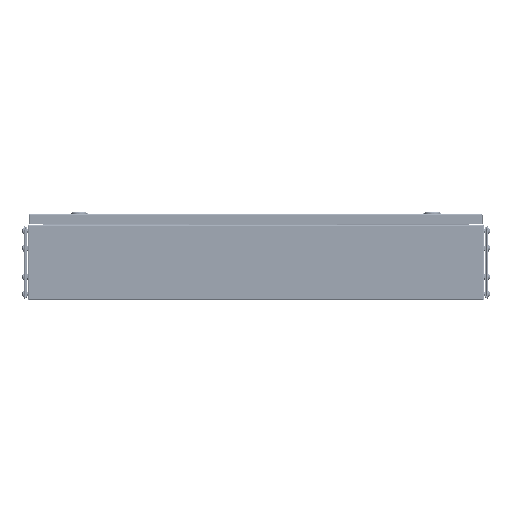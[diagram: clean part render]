
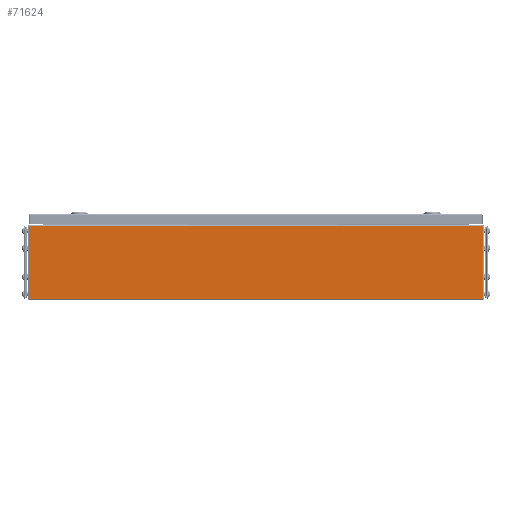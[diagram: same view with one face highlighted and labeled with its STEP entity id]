
A CAD part, left-side view. The second image highlights one B-rep face of the part: STEP entity #71624.
In plain terms, the highlighted planar face has unit normal (-1, 0, 0).
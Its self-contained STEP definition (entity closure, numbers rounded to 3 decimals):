
#156 = LINE ( 'NONE', #28121, #23792 ) ;
#2832 = CARTESIAN_POINT ( 'NONE',  ( -400., 395.5, 127.5 ) ) ;
#3464 = LINE ( 'NONE', #58611, #61856 ) ;
#6221 = DIRECTION ( 'NONE',  ( 0., 0., -1. ) ) ;
#7580 = VERTEX_POINT ( 'NONE', #67374 ) ;
#8295 = EDGE_LOOP ( 'NONE', ( #42224, #47860, #73297, #37806 ) ) ;
#11663 = LINE ( 'NONE', #39666, #46907 ) ;
#13191 = VECTOR ( 'NONE', #39947, 1000. ) ;
#18389 = VERTEX_POINT ( 'NONE', #2832 ) ;
#21584 = AXIS2_PLACEMENT_3D ( 'NONE', #40564, #54110, #6221 ) ;
#23792 = VECTOR ( 'NONE', #75611, 1000. ) ;
#26952 = PLANE ( 'NONE',  #21584 ) ;
#28121 = CARTESIAN_POINT ( 'NONE',  ( -400., -395.5, 0. ) ) ;
#34281 = EDGE_CURVE ( 'NONE', #7580, #18389, #81514, .T. ) ;
#37806 = ORIENTED_EDGE ( 'NONE', *, *, #43168, .T. ) ;
#39226 = DIRECTION ( 'NONE',  ( 0., 0., -1. ) ) ;
#39666 = CARTESIAN_POINT ( 'NONE',  ( -400., 395.5, 0. ) ) ;
#39947 = DIRECTION ( 'NONE',  ( 0., 1., 0. ) ) ;
#40564 = CARTESIAN_POINT ( 'NONE',  ( -400., 0., 0. ) ) ;
#42224 = ORIENTED_EDGE ( 'NONE', *, *, #34281, .T. ) ;
#43168 = EDGE_CURVE ( 'NONE', #71124, #7580, #156, .T. ) ;
#46907 = VECTOR ( 'NONE', #39226, 1000. ) ;
#47860 = ORIENTED_EDGE ( 'NONE', *, *, #59088, .T. ) ;
#54110 = DIRECTION ( 'NONE',  ( 1., 0., 0. ) ) ;
#55308 = CARTESIAN_POINT ( 'NONE',  ( -400., -395.5, 127.5 ) ) ;
#58611 = CARTESIAN_POINT ( 'NONE',  ( -400., 395.5, 1. ) ) ;
#59088 = EDGE_CURVE ( 'NONE', #18389, #59653, #11663, .T. ) ;
#59653 = VERTEX_POINT ( 'NONE', #82715 ) ;
#61856 = VECTOR ( 'NONE', #79398, 1000. ) ;
#67374 = CARTESIAN_POINT ( 'NONE',  ( -400., -395.5, 127.5 ) ) ;
#71124 = VERTEX_POINT ( 'NONE', #72982 ) ;
#71624 = ADVANCED_FACE ( 'NONE', ( #88918 ), #26952, .F. ) ;
#72982 = CARTESIAN_POINT ( 'NONE',  ( -400., -395.5, 1. ) ) ;
#73297 = ORIENTED_EDGE ( 'NONE', *, *, #87877, .F. ) ;
#75611 = DIRECTION ( 'NONE',  ( 0., 0., 1. ) ) ;
#79398 = DIRECTION ( 'NONE',  ( 0., 1., 0. ) ) ;
#81514 = LINE ( 'NONE', #55308, #13191 ) ;
#82715 = CARTESIAN_POINT ( 'NONE',  ( -400., 395.5, 1. ) ) ;
#87877 = EDGE_CURVE ( 'NONE', #71124, #59653, #3464, .T. ) ;
#88918 = FACE_OUTER_BOUND ( 'NONE', #8295, .T. ) ;
